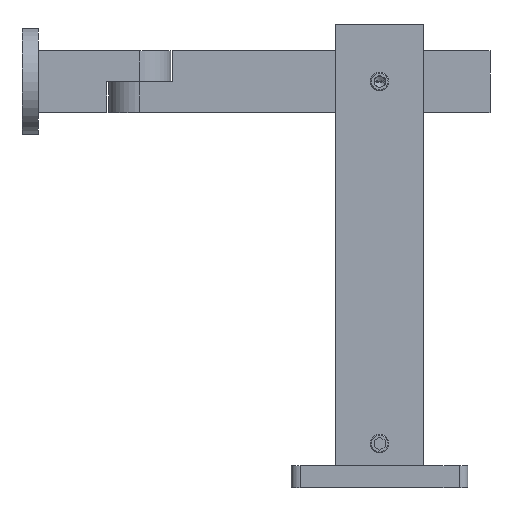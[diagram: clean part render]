
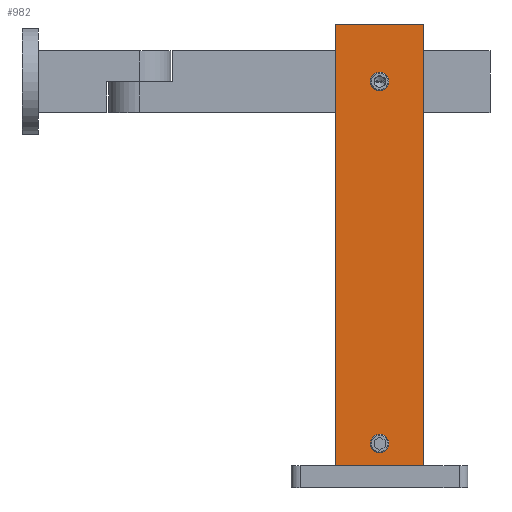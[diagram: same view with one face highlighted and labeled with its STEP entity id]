
A CAD part, left-side view. The second image highlights one B-rep face of the part: STEP entity #982.
In plain terms, the highlighted planar face has unit normal (-1, 0, 0).
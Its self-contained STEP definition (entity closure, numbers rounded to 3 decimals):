
#114 = DIRECTION ( 'NONE',  ( 0., 0., -1. ) ) ;
#280 = CARTESIAN_POINT ( 'NONE',  ( -10., 0., 37. ) ) ;
#569 = VERTEX_POINT ( 'NONE', #25202 ) ;
#851 = ORIENTED_EDGE ( 'NONE', *, *, #12347, .T. ) ;
#894 = DIRECTION ( 'NONE',  ( 0., 0., -1. ) ) ;
#982 = ADVANCED_FACE ( 'NONE', ( #16263, #6310, #3940 ), #11872, .F. ) ;
#1379 = LINE ( 'NONE', #24621, #23438 ) ;
#1792 = EDGE_CURVE ( 'NONE', #26487, #569, #5950, .T. ) ;
#2239 = CARTESIAN_POINT ( 'NONE',  ( -10., 10., -50. ) ) ;
#2604 = DIRECTION ( 'NONE',  ( 0., 0., 1. ) ) ;
#2649 = VERTEX_POINT ( 'NONE', #13044 ) ;
#2925 = DIRECTION ( 'NONE',  ( -1., 0., 0. ) ) ;
#3375 = AXIS2_PLACEMENT_3D ( 'NONE', #9201, #21954, #11331 ) ;
#3518 = EDGE_LOOP ( 'NONE', ( #23363, #10834 ) ) ;
#3940 = FACE_OUTER_BOUND ( 'NONE', #8016, .T. ) ;
#5519 = EDGE_CURVE ( 'NONE', #24649, #12913, #25366, .T. ) ;
#5950 = CIRCLE ( 'NONE', #8683, 2.1 ) ;
#6310 = FACE_BOUND ( 'NONE', #15864, .T. ) ;
#8016 = EDGE_LOOP ( 'NONE', ( #16391, #23145, #21163, #851 ) ) ;
#8197 = EDGE_CURVE ( 'NONE', #13675, #11581, #24220, .T. ) ;
#8623 = AXIS2_PLACEMENT_3D ( 'NONE', #17939, #2925, #24138 ) ;
#8683 = AXIS2_PLACEMENT_3D ( 'NONE', #280, #15467, #2604 ) ;
#8814 = CARTESIAN_POINT ( 'NONE',  ( -10., 0., -42.9 ) ) ;
#9201 = CARTESIAN_POINT ( 'NONE',  ( -10., 0., -45. ) ) ;
#9418 = LINE ( 'NONE', #17863, #24802 ) ;
#9864 = CARTESIAN_POINT ( 'NONE',  ( -10., -10., 50. ) ) ;
#9935 = DIRECTION ( 'NONE',  ( 0., 1., 0. ) ) ;
#10834 = ORIENTED_EDGE ( 'NONE', *, *, #15139, .F. ) ;
#11331 = DIRECTION ( 'NONE',  ( 0., 0., 1. ) ) ;
#11581 = VERTEX_POINT ( 'NONE', #16797 ) ;
#11647 = LINE ( 'NONE', #21573, #20991 ) ;
#11793 = DIRECTION ( 'NONE',  ( 1., 0., 0. ) ) ;
#11872 = PLANE ( 'NONE',  #13450 ) ;
#12347 = EDGE_CURVE ( 'NONE', #2649, #24649, #1379, .T. ) ;
#12475 = EDGE_CURVE ( 'NONE', #2649, #14036, #9418, .T. ) ;
#12913 = VERTEX_POINT ( 'NONE', #13758 ) ;
#13044 = CARTESIAN_POINT ( 'NONE',  ( -10., 10., 50. ) ) ;
#13450 = AXIS2_PLACEMENT_3D ( 'NONE', #16169, #11793, #9935 ) ;
#13675 = VERTEX_POINT ( 'NONE', #8814 ) ;
#13758 = CARTESIAN_POINT ( 'NONE',  ( -10., -10., -50. ) ) ;
#14036 = VERTEX_POINT ( 'NONE', #9864 ) ;
#15139 = EDGE_CURVE ( 'NONE', #569, #26487, #23731, .T. ) ;
#15385 = CARTESIAN_POINT ( 'NONE',  ( -10., 0., 39.1 ) ) ;
#15467 = DIRECTION ( 'NONE',  ( -1., 0., 0. ) ) ;
#15864 = EDGE_LOOP ( 'NONE', ( #22775, #20363 ) ) ;
#15971 = AXIS2_PLACEMENT_3D ( 'NONE', #24196, #23908, #19691 ) ;
#16129 = CARTESIAN_POINT ( 'NONE',  ( -10., 10., -50. ) ) ;
#16169 = CARTESIAN_POINT ( 'NONE',  ( -10., 10., 50. ) ) ;
#16263 = FACE_BOUND ( 'NONE', #3518, .T. ) ;
#16391 = ORIENTED_EDGE ( 'NONE', *, *, #5519, .T. ) ;
#16797 = CARTESIAN_POINT ( 'NONE',  ( -10., 0., -47.1 ) ) ;
#16983 = DIRECTION ( 'NONE',  ( 0., -1., 0. ) ) ;
#16985 = VECTOR ( 'NONE', #16983, 1000. ) ;
#17863 = CARTESIAN_POINT ( 'NONE',  ( -10., 10., 50. ) ) ;
#17939 = CARTESIAN_POINT ( 'NONE',  ( -10., 0., 37. ) ) ;
#19691 = DIRECTION ( 'NONE',  ( 0., 0., 1. ) ) ;
#19945 = EDGE_CURVE ( 'NONE', #11581, #13675, #26203, .T. ) ;
#20363 = ORIENTED_EDGE ( 'NONE', *, *, #19945, .F. ) ;
#20991 = VECTOR ( 'NONE', #114, 1000. ) ;
#21163 = ORIENTED_EDGE ( 'NONE', *, *, #12475, .F. ) ;
#21573 = CARTESIAN_POINT ( 'NONE',  ( -10., -10., 50. ) ) ;
#21954 = DIRECTION ( 'NONE',  ( -1., 0., 0. ) ) ;
#22775 = ORIENTED_EDGE ( 'NONE', *, *, #8197, .F. ) ;
#23145 = ORIENTED_EDGE ( 'NONE', *, *, #23982, .F. ) ;
#23363 = ORIENTED_EDGE ( 'NONE', *, *, #1792, .F. ) ;
#23438 = VECTOR ( 'NONE', #894, 1000. ) ;
#23731 = CIRCLE ( 'NONE', #8623, 2.1 ) ;
#23908 = DIRECTION ( 'NONE',  ( -1., 0., 0. ) ) ;
#23982 = EDGE_CURVE ( 'NONE', #14036, #12913, #11647, .T. ) ;
#24138 = DIRECTION ( 'NONE',  ( 0., 0., 1. ) ) ;
#24196 = CARTESIAN_POINT ( 'NONE',  ( -10., 0., -45. ) ) ;
#24220 = CIRCLE ( 'NONE', #3375, 2.1 ) ;
#24621 = CARTESIAN_POINT ( 'NONE',  ( -10., 10., 50. ) ) ;
#24649 = VERTEX_POINT ( 'NONE', #16129 ) ;
#24802 = VECTOR ( 'NONE', #27088, 1000. ) ;
#25202 = CARTESIAN_POINT ( 'NONE',  ( -10., 0., 34.9 ) ) ;
#25366 = LINE ( 'NONE', #2239, #16985 ) ;
#26203 = CIRCLE ( 'NONE', #15971, 2.1 ) ;
#26487 = VERTEX_POINT ( 'NONE', #15385 ) ;
#27088 = DIRECTION ( 'NONE',  ( 0., -1., 0. ) ) ;
